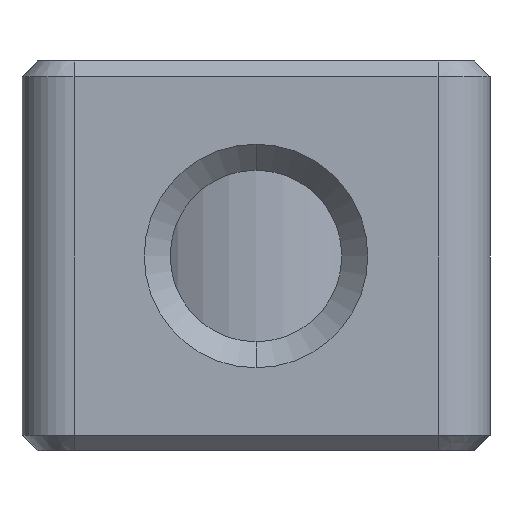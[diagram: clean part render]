
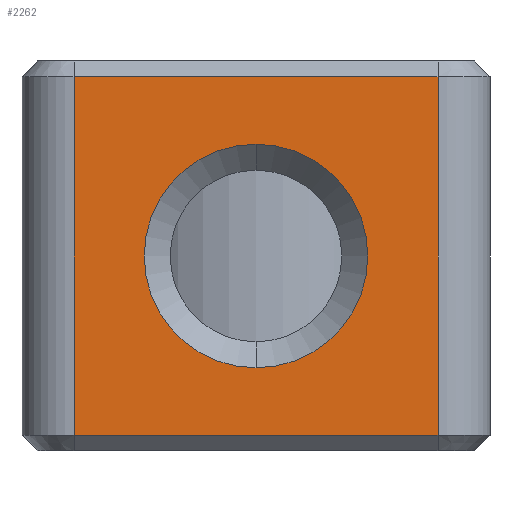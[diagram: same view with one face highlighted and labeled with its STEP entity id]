
A CAD part, front view. The second image highlights one B-rep face of the part: STEP entity #2262.
In plain terms, the highlighted planar face has unit normal (0, -1, 0).
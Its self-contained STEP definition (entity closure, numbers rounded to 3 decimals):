
#69 = CARTESIAN_POINT ( 'NONE',  ( -7.759, -7.668, 3.45 ) ) ;
#86 = DIRECTION ( 'NONE',  ( -1., 0., 0. ) ) ;
#96 = EDGE_CURVE ( 'NONE', #1337, #1945, #1218, .T. ) ;
#134 = CARTESIAN_POINT ( 'NONE',  ( -7.759, -7.668, 3.75 ) ) ;
#191 = DIRECTION ( 'NONE',  ( 1., 0., 0. ) ) ;
#227 = CARTESIAN_POINT ( 'NONE',  ( -4.259, -7.668, 0. ) ) ;
#267 = LINE ( 'NONE', #3582, #3077 ) ;
#672 = DIRECTION ( 'NONE',  ( 0., 0., 1. ) ) ;
#711 = VECTOR ( 'NONE', #2156, 1000. ) ;
#746 = EDGE_CURVE ( 'NONE', #1707, #2303, #2858, .T. ) ;
#753 = AXIS2_PLACEMENT_3D ( 'NONE', #3460, #2700, #3617 ) ;
#900 = VECTOR ( 'NONE', #86, 1000. ) ;
#932 = EDGE_LOOP ( 'NONE', ( #1901, #2735 ) ) ;
#996 = CARTESIAN_POINT ( 'NONE',  ( -8.759, -7.668, -3.45 ) ) ;
#1055 = FACE_OUTER_BOUND ( 'NONE', #2256, .T. ) ;
#1157 = CARTESIAN_POINT ( 'NONE',  ( -4.259, -7.668, 0. ) ) ;
#1218 = CIRCLE ( 'NONE', #1417, 2.15 ) ;
#1249 = EDGE_CURVE ( 'NONE', #2303, #2436, #2915, .T. ) ;
#1337 = VERTEX_POINT ( 'NONE', #3037 ) ;
#1417 = AXIS2_PLACEMENT_3D ( 'NONE', #227, #1434, #672 ) ;
#1431 = DIRECTION ( 'NONE',  ( 0., 0., 1. ) ) ;
#1434 = DIRECTION ( 'NONE',  ( 0., 1., 0. ) ) ;
#1508 = DIRECTION ( 'NONE',  ( 0., 0., 1. ) ) ;
#1654 = ORIENTED_EDGE ( 'NONE', *, *, #746, .T. ) ;
#1675 = CARTESIAN_POINT ( 'NONE',  ( -4.259, -7.668, 2.15 ) ) ;
#1707 = VERTEX_POINT ( 'NONE', #2949 ) ;
#1756 = ORIENTED_EDGE ( 'NONE', *, *, #1249, .T. ) ;
#1901 = ORIENTED_EDGE ( 'NONE', *, *, #96, .T. ) ;
#1923 = CARTESIAN_POINT ( 'NONE',  ( -0.759, -7.668, -3.45 ) ) ;
#1945 = VERTEX_POINT ( 'NONE', #1675 ) ;
#2009 = ORIENTED_EDGE ( 'NONE', *, *, #3147, .T. ) ;
#2021 = ORIENTED_EDGE ( 'NONE', *, *, #2299, .T. ) ;
#2061 = VECTOR ( 'NONE', #191, 1000. ) ;
#2078 = AXIS2_PLACEMENT_3D ( 'NONE', #1157, #3129, #1431 ) ;
#2152 = VERTEX_POINT ( 'NONE', #3402 ) ;
#2156 = DIRECTION ( 'NONE',  ( 0., 0., -1. ) ) ;
#2256 = EDGE_LOOP ( 'NONE', ( #1654, #1756, #2021, #2009 ) ) ;
#2262 = ADVANCED_FACE ( 'NONE', ( #2541, #1055 ), #2811, .F. ) ;
#2289 = CARTESIAN_POINT ( 'NONE',  ( -7.759, -7.668, -3.45 ) ) ;
#2299 = EDGE_CURVE ( 'NONE', #2436, #2152, #267, .T. ) ;
#2303 = VERTEX_POINT ( 'NONE', #2289 ) ;
#2436 = VERTEX_POINT ( 'NONE', #1923 ) ;
#2541 = FACE_BOUND ( 'NONE', #932, .T. ) ;
#2570 = LINE ( 'NONE', #69, #900 ) ;
#2700 = DIRECTION ( 'NONE',  ( 0., 1., 0. ) ) ;
#2735 = ORIENTED_EDGE ( 'NONE', *, *, #3511, .T. ) ;
#2811 = PLANE ( 'NONE',  #753 ) ;
#2858 = LINE ( 'NONE', #134, #711 ) ;
#2915 = LINE ( 'NONE', #996, #2061 ) ;
#2949 = CARTESIAN_POINT ( 'NONE',  ( -7.759, -7.668, 3.45 ) ) ;
#2969 = CIRCLE ( 'NONE', #2078, 2.15 ) ;
#3037 = CARTESIAN_POINT ( 'NONE',  ( -4.259, -7.668, -2.15 ) ) ;
#3077 = VECTOR ( 'NONE', #1508, 1000. ) ;
#3129 = DIRECTION ( 'NONE',  ( 0., 1., 0. ) ) ;
#3147 = EDGE_CURVE ( 'NONE', #2152, #1707, #2570, .T. ) ;
#3402 = CARTESIAN_POINT ( 'NONE',  ( -0.759, -7.668, 3.45 ) ) ;
#3460 = CARTESIAN_POINT ( 'NONE',  ( -8.759, -7.668, 3.75 ) ) ;
#3511 = EDGE_CURVE ( 'NONE', #1945, #1337, #2969, .T. ) ;
#3582 = CARTESIAN_POINT ( 'NONE',  ( -0.759, -7.668, 3.75 ) ) ;
#3617 = DIRECTION ( 'NONE',  ( 0., 0., 1. ) ) ;
